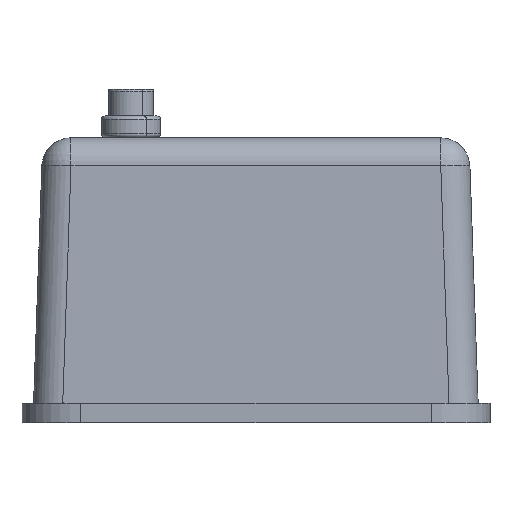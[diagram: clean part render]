
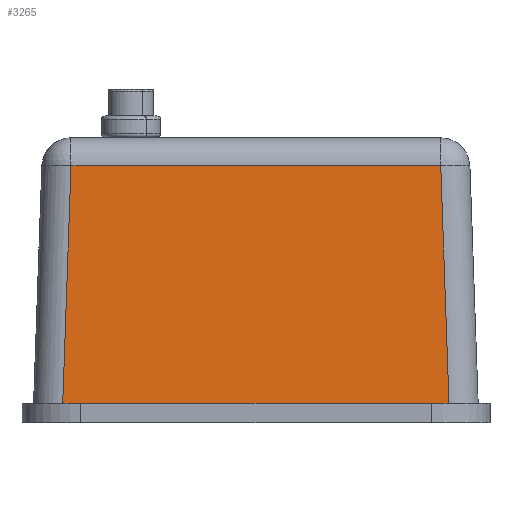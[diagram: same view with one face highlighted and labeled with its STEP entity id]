
A CAD part, front view. The second image highlights one B-rep face of the part: STEP entity #3265.
In plain terms, the highlighted face is planar.
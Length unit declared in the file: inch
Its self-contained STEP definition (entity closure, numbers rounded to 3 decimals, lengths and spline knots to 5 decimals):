
#1630 = VERTEX_POINT ( 'NONE', #51075 ) ;
#2344 = LINE ( 'NONE', #43655, #22738 ) ;
#3265 = ADVANCED_FACE ( 'NONE', ( #31672 ), #45168, .T. ) ;
#5092 = CARTESIAN_POINT ( 'NONE',  ( -1.44694, -1.51953, -1.18505 ) ) ;
#5406 = CARTESIAN_POINT ( 'NONE',  ( -1.5, 0., -1.23811 ) ) ;
#5819 = VECTOR ( 'NONE', #7476, 39.37008 ) ;
#7358 = DIRECTION ( 'NONE',  ( 0.035, -0.999, 0.035 ) ) ;
#7476 = DIRECTION ( 'NONE',  ( 0., 0., 1. ) ) ;
#10620 = DIRECTION ( 'NONE',  ( 0., 0., 1. ) ) ;
#14686 = CARTESIAN_POINT ( 'NONE',  ( -1.44694, -1.51953, 1.18505 ) ) ;
#21538 = CARTESIAN_POINT ( 'NONE',  ( -1.5, 0., -1.425 ) ) ;
#22738 = VECTOR ( 'NONE', #10620, 39.37008 ) ;
#23067 = VERTEX_POINT ( 'NONE', #5092 ) ;
#24568 = ORIENTED_EDGE ( 'NONE', *, *, #25794, .T. ) ;
#24966 = EDGE_CURVE ( 'NONE', #29564, #1630, #30296, .T. ) ;
#25794 = EDGE_CURVE ( 'NONE', #27528, #23067, #33702, .T. ) ;
#26489 = VECTOR ( 'NONE', #7358, 39.37008 ) ;
#27528 = VERTEX_POINT ( 'NONE', #5406 ) ;
#27672 = CARTESIAN_POINT ( 'NONE',  ( -1.49676, -0.09277, 1.23487 ) ) ;
#28067 = ORIENTED_EDGE ( 'NONE', *, *, #24966, .T. ) ;
#29564 = VERTEX_POINT ( 'NONE', #14686 ) ;
#30296 = LINE ( 'NONE', #27672, #49095 ) ;
#30644 = ORIENTED_EDGE ( 'NONE', *, *, #38512, .F. ) ;
#31672 = FACE_OUTER_BOUND ( 'NONE', #56843, .T. ) ;
#33702 = LINE ( 'NONE', #58135, #26489 ) ;
#37903 = EDGE_CURVE ( 'NONE', #23067, #29564, #2344, .T. ) ;
#38512 = EDGE_CURVE ( 'NONE', #27528, #1630, #48674, .T. ) ;
#43655 = CARTESIAN_POINT ( 'NONE',  ( -1.44694, -1.51953, -1.425 ) ) ;
#45168 = PLANE ( 'NONE',  #56092 ) ;
#45361 = DIRECTION ( 'NONE',  ( -0.999, -0.035, 0. ) ) ;
#48674 = LINE ( 'NONE', #53458, #5819 ) ;
#49095 = VECTOR ( 'NONE', #59921, 39.37008 ) ;
#51075 = CARTESIAN_POINT ( 'NONE',  ( -1.5, 0., 1.23811 ) ) ;
#53458 = CARTESIAN_POINT ( 'NONE',  ( -1.5, 0., -1.425 ) ) ;
#54440 = DIRECTION ( 'NONE',  ( 0.035, -0.999, 0. ) ) ;
#56092 = AXIS2_PLACEMENT_3D ( 'NONE', #21538, #45361, #54440 ) ;
#56843 = EDGE_LOOP ( 'NONE', ( #57769, #28067, #30644, #24568 ) ) ;
#57769 = ORIENTED_EDGE ( 'NONE', *, *, #37903, .T. ) ;
#58135 = CARTESIAN_POINT ( 'NONE',  ( -1.50023, 0.00651, -1.23834 ) ) ;
#59921 = DIRECTION ( 'NONE',  ( -0.035, 0.999, 0.035 ) ) ;
